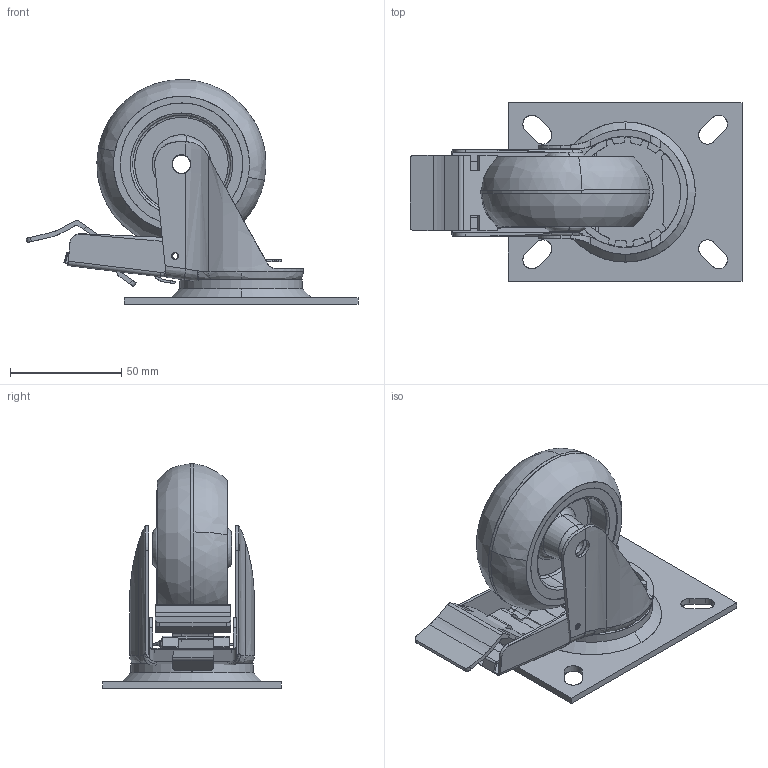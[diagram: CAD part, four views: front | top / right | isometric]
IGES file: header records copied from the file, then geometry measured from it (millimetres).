
Start section: SolidWorks IGES file using analytic representation for surfaces
Global section: file name: GGPCF312.IGS; native system: SolidWorks 2007; preprocessor: SolidWorks 2007; author: atila; date: 180328.153332; units: millimetre
Bounding box: 149.2 x 80 x 101.01 mm (x, y, z)
Surface area: 65323.2 mm2 (no closed solid volume)
Topology: 0 solids, 0 shells, 371 faces, 4982 edges, 4982 vertices
Faces by surface type: bspline 189, revolution 182
